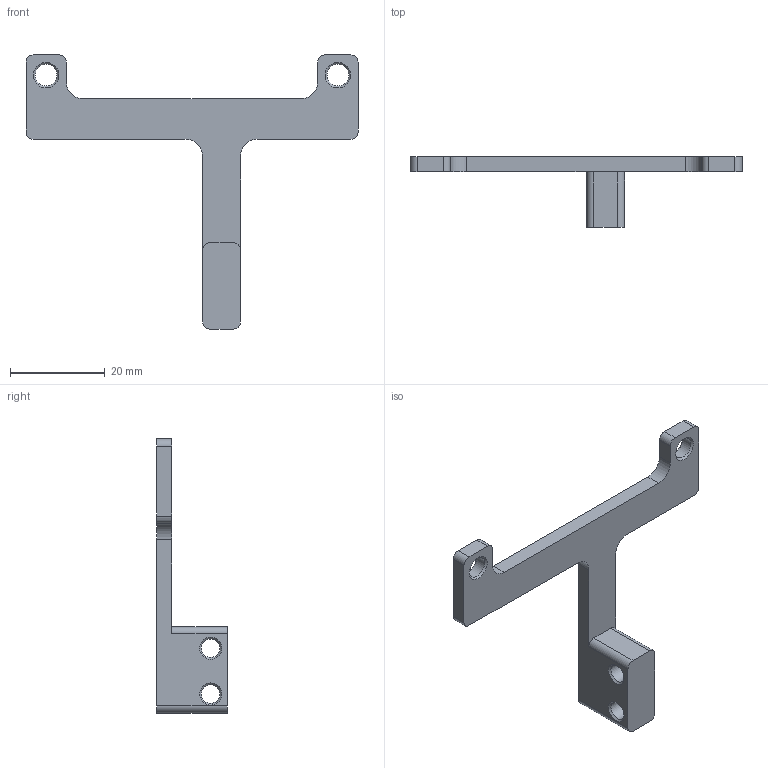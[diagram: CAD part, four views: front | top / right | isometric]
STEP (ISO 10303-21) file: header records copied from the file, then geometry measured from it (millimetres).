
FILE_DESCRIPTION(/* description */ (''),/* implementation_level */ '2;1');
FILE_NAME(/* name */ 'Vertical Mount.stp',/* time_stamp */ '2025-12-05T11:01:18-05:00',/* author */ (''),/* organization */ (''),/* preprocessor_version */ 'ST-DEVELOPER v20',/* originating_system */ 'SIEMENS PLM Software NX2506.1700',/* authorisation */ '');
FILE_SCHEMA (('AUTOMOTIVE_DESIGN { 1 0 10303 214 3 1 1 1 }'));
Length unit declared in the file: millimetre
Products named in the file (1): Vertical Mount
Bounding box: 70 x 14.85 x 57.78 mm (x, y, z)
Volume: 4801.2 mm3; surface area: 3727.2 mm2
Topology: 1 solids, 1 shells, 42 faces, 118 edges, 78 vertices
Faces by surface type: cylinder 18, plane 16, cone 8
Full cylindrical faces by diameter (mm): 3.912 x2, 4.572 x2
Entity records: 1296 total; most frequent: DIRECTION 230, CARTESIAN_POINT 215, ORIENTED_EDGE 200, EDGE_CURVE 100, AXIS2_PLACEMENT_3D 87, VERTEX_POINT 72, EDGE_LOOP 62, LINE 56
